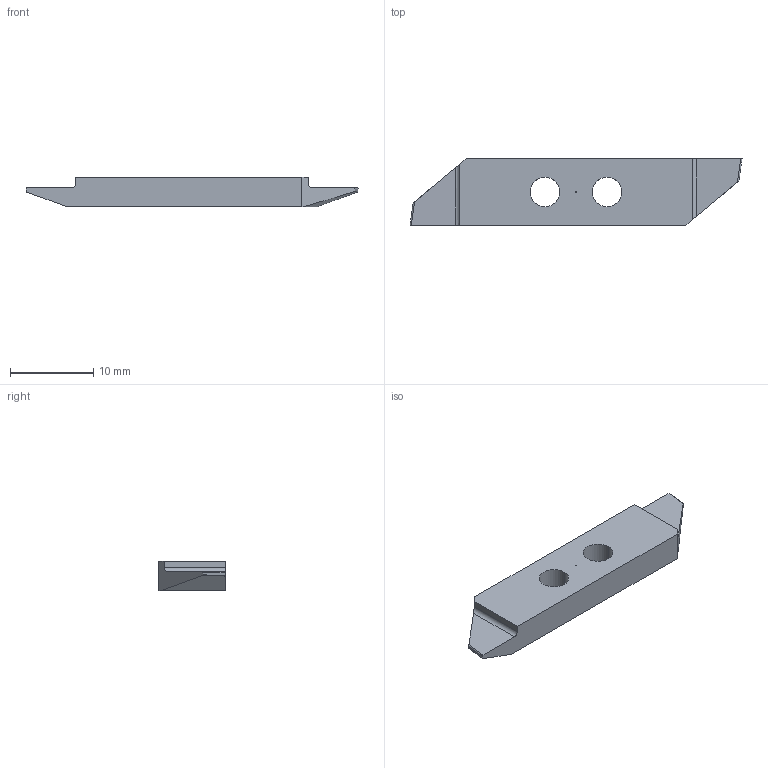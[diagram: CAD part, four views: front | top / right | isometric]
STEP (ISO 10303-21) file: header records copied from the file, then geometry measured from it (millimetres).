
FILE_DESCRIPTION (( 'STEP AP214' ), '1' );
FILE_NAME ('CUT-138-05.STEP', '2021-10-25T06:54:42', ( '' ), ( '' ), 'SwSTEP 2.0', 'SolidWorks 2021', '' );
FILE_SCHEMA (( 'AUTOMOTIVE_DESIGN' ));
Length unit declared in the file: millimetre
Products named in the file (1): CUT-138-05
Bounding box: 39.99 x 8 x 3.6 mm (x, y, z)
Volume: 825 mm3; surface area: 864.7 mm2
Topology: 1 solids, 1 shells, 30 faces, 84 edges, 56 vertices
Faces by surface type: plane 16, cylinder 14
Entity records: 1006 total; most frequent: CARTESIAN_POINT 219, ORIENTED_EDGE 168, DIRECTION 142, EDGE_CURVE 84, VECTOR 56, VERTEX_POINT 56, LINE 56, AXIS2_PLACEMENT_3D 43
